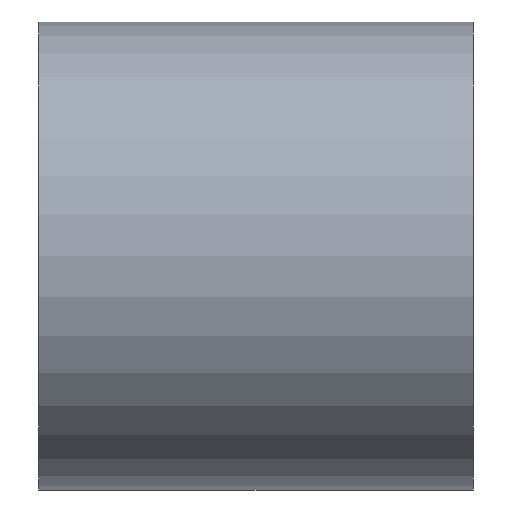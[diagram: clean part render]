
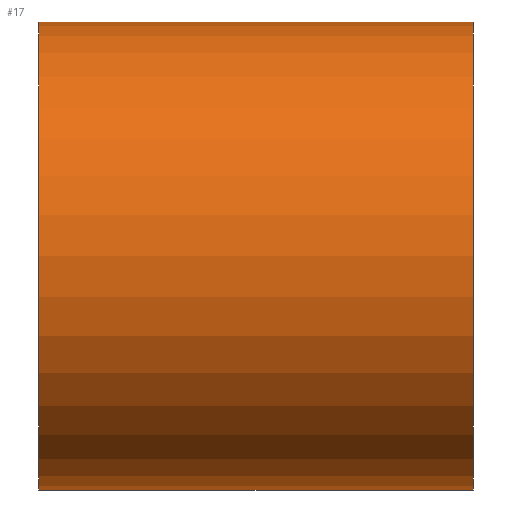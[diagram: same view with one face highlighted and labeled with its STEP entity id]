
A CAD part, left-side view. The second image highlights one B-rep face of the part: STEP entity #17.
In plain terms, the highlighted cylindrical face has radius 4.85 mm (diameter 9.7 mm), a partial arc.
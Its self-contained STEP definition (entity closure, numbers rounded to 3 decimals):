
#2 = DIRECTION ( 'NONE',  ( 0., -1., 0. ) ) ;
#3 = CARTESIAN_POINT ( 'NONE',  ( 0., 9., 4.85 ) ) ;
#5 = AXIS2_PLACEMENT_3D ( 'NONE', #73, #117, #20 ) ;
#6 = VERTEX_POINT ( 'NONE', #190 ) ;
#11 = EDGE_CURVE ( 'NONE', #164, #113, #178, .T. ) ;
#13 = FACE_OUTER_BOUND ( 'NONE', #179, .T. ) ;
#17 = ADVANCED_FACE ( 'NONE', ( #13 ), #97, .T. ) ;
#20 = DIRECTION ( 'NONE',  ( 1., 0., 0. ) ) ;
#22 = DIRECTION ( 'NONE',  ( 0., 1., 0. ) ) ;
#24 = AXIS2_PLACEMENT_3D ( 'NONE', #87, #22, #40 ) ;
#38 = ORIENTED_EDGE ( 'NONE', *, *, #128, .T. ) ;
#40 = DIRECTION ( 'NONE',  ( 1., 0., 0. ) ) ;
#55 = VERTEX_POINT ( 'NONE', #77 ) ;
#61 = CARTESIAN_POINT ( 'NONE',  ( 0., 9., 4.85 ) ) ;
#65 = AXIS2_PLACEMENT_3D ( 'NONE', #100, #72, #158 ) ;
#72 = DIRECTION ( 'NONE',  ( 0., -1., 0. ) ) ;
#73 = CARTESIAN_POINT ( 'NONE',  ( 0., 0., 0. ) ) ;
#77 = CARTESIAN_POINT ( 'NONE',  ( 0., 0., 4.85 ) ) ;
#87 = CARTESIAN_POINT ( 'NONE',  ( 0., 9., 0. ) ) ;
#97 = CYLINDRICAL_SURFACE ( 'NONE', #65, 4.85 ) ;
#98 = ORIENTED_EDGE ( 'NONE', *, *, #11, .F. ) ;
#99 = CIRCLE ( 'NONE', #5, 4.85 ) ;
#100 = CARTESIAN_POINT ( 'NONE',  ( 0., 9., 0. ) ) ;
#107 = EDGE_CURVE ( 'NONE', #6, #55, #99, .T. ) ;
#108 = LINE ( 'NONE', #167, #122 ) ;
#109 = DIRECTION ( 'NONE',  ( 0., -1., 0. ) ) ;
#110 = ORIENTED_EDGE ( 'NONE', *, *, #107, .T. ) ;
#113 = VERTEX_POINT ( 'NONE', #61 ) ;
#114 = ORIENTED_EDGE ( 'NONE', *, *, #118, .F. ) ;
#117 = DIRECTION ( 'NONE',  ( 0., 1., 0. ) ) ;
#118 = EDGE_CURVE ( 'NONE', #113, #55, #139, .T. ) ;
#122 = VECTOR ( 'NONE', #2, 1000. ) ;
#128 = EDGE_CURVE ( 'NONE', #164, #6, #108, .T. ) ;
#139 = LINE ( 'NONE', #3, #160 ) ;
#158 = DIRECTION ( 'NONE',  ( 0., 0., -1. ) ) ;
#160 = VECTOR ( 'NONE', #109, 1000. ) ;
#164 = VERTEX_POINT ( 'NONE', #199 ) ;
#167 = CARTESIAN_POINT ( 'NONE',  ( 0., 9., -4.85 ) ) ;
#178 = CIRCLE ( 'NONE', #24, 4.85 ) ;
#179 = EDGE_LOOP ( 'NONE', ( #114, #98, #38, #110 ) ) ;
#190 = CARTESIAN_POINT ( 'NONE',  ( 0., 0., -4.85 ) ) ;
#199 = CARTESIAN_POINT ( 'NONE',  ( 0., 9., -4.85 ) ) ;
